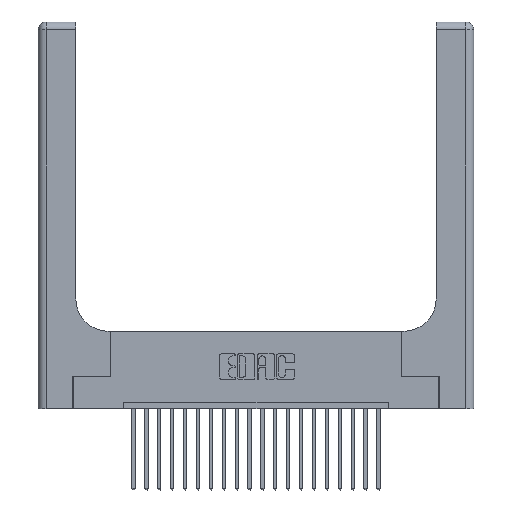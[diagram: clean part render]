
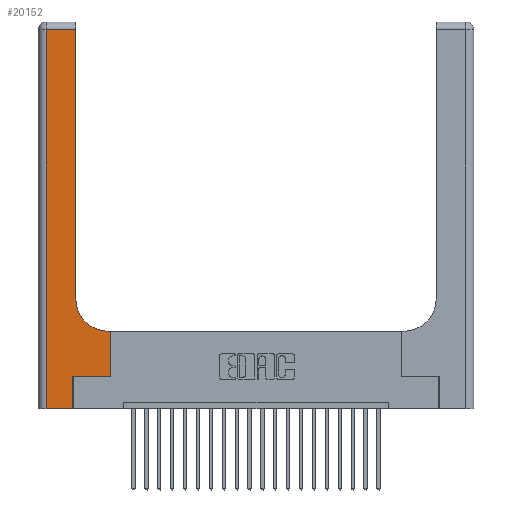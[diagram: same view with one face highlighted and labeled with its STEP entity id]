
A CAD part, top view. The second image highlights one B-rep face of the part: STEP entity #20152.
In plain terms, the highlighted planar face has unit normal (0, 0, 1).
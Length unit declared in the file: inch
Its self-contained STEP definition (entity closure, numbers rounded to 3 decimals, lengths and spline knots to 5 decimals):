
#60 = VECTOR ( 'NONE', #14986, 39.37008 ) ;
#89 = EDGE_CURVE ( 'NONE', #19702, #6687, #3911, .T. ) ;
#548 = VERTEX_POINT ( 'NONE', #8187 ) ;
#1341 = CARTESIAN_POINT ( 'NONE',  ( 0.2915, 0.85, 0.37 ) ) ;
#1906 = VECTOR ( 'NONE', #11820, 39.37008 ) ;
#2526 = CARTESIAN_POINT ( 'NONE',  ( 0.5415, 0.6, 0.37 ) ) ;
#2712 = LINE ( 'NONE', #14163, #10292 ) ;
#3890 = CARTESIAN_POINT ( 'NONE',  ( 0., 2.94, 0.37 ) ) ;
#3911 = LINE ( 'NONE', #6019, #1906 ) ;
#4393 = DIRECTION ( 'NONE',  ( 1., 0., 0. ) ) ;
#4884 = LINE ( 'NONE', #5078, #60 ) ;
#5078 = CARTESIAN_POINT ( 'NONE',  ( 0., 0., 0.37 ) ) ;
#5507 = EDGE_CURVE ( 'NONE', #19704, #5904, #17574, .T. ) ;
#5554 = VECTOR ( 'NONE', #19394, 39.37008 ) ;
#5664 = LINE ( 'NONE', #3890, #12120 ) ;
#5891 = CARTESIAN_POINT ( 'NONE',  ( 0., 3., 0.37 ) ) ;
#5904 = VERTEX_POINT ( 'NONE', #23053 ) ;
#6019 = CARTESIAN_POINT ( 'NONE',  ( 0.269, 0., 0.37 ) ) ;
#6142 = DIRECTION ( 'NONE',  ( 0., 0., -1. ) ) ;
#6194 = AXIS2_PLACEMENT_3D ( 'NONE', #5891, #22007, #7998 ) ;
#6210 = EDGE_CURVE ( 'NONE', #11431, #19704, #17821, .T. ) ;
#6303 = CARTESIAN_POINT ( 'NONE',  ( 0.269, 0.25, 0.37 ) ) ;
#6687 = VERTEX_POINT ( 'NONE', #6303 ) ;
#6991 = CARTESIAN_POINT ( 'NONE',  ( 0.2915, 0.6, 0.37 ) ) ;
#7744 = VERTEX_POINT ( 'NONE', #8166 ) ;
#7998 = DIRECTION ( 'NONE',  ( -1., 0., 0. ) ) ;
#8127 = ORIENTED_EDGE ( 'NONE', *, *, #6210, .T. ) ;
#8132 = VECTOR ( 'NONE', #9425, 39.37008 ) ;
#8166 = CARTESIAN_POINT ( 'NONE',  ( 0.5585, 0.6, 0.37 ) ) ;
#8187 = CARTESIAN_POINT ( 'NONE',  ( 0.06, 2.94, 0.37 ) ) ;
#8395 = AXIS2_PLACEMENT_3D ( 'NONE', #14991, #6142, #9742 ) ;
#8819 = DIRECTION ( 'NONE',  ( 0., 1., 0. ) ) ;
#9425 = DIRECTION ( 'NONE',  ( 0., -1., 0. ) ) ;
#9477 = PLANE ( 'NONE',  #6194 ) ;
#9609 = CARTESIAN_POINT ( 'NONE',  ( 0.269, 0.25, 0.37 ) ) ;
#9664 = EDGE_CURVE ( 'NONE', #17858, #19702, #4884, .T. ) ;
#9742 = DIRECTION ( 'NONE',  ( 1., 0., 0. ) ) ;
#10292 = VECTOR ( 'NONE', #8819, 39.37008 ) ;
#10408 = ORIENTED_EDGE ( 'NONE', *, *, #13280, .T. ) ;
#10506 = EDGE_CURVE ( 'NONE', #6687, #11570, #23012, .T. ) ;
#11431 = VERTEX_POINT ( 'NONE', #2526 ) ;
#11570 = VERTEX_POINT ( 'NONE', #19009 ) ;
#11820 = DIRECTION ( 'NONE',  ( 0., 1., 0. ) ) ;
#11935 = CARTESIAN_POINT ( 'NONE',  ( 0.269, 0., 0.37 ) ) ;
#12061 = EDGE_CURVE ( 'NONE', #548, #17858, #16549, .T. ) ;
#12120 = VECTOR ( 'NONE', #21811, 39.37008 ) ;
#13041 = VECTOR ( 'NONE', #15772, 39.37008 ) ;
#13111 = ORIENTED_EDGE ( 'NONE', *, *, #17239, .T. ) ;
#13280 = EDGE_CURVE ( 'NONE', #7744, #11431, #15673, .T. ) ;
#13699 = FACE_OUTER_BOUND ( 'NONE', #19727, .T. ) ;
#14163 = CARTESIAN_POINT ( 'NONE',  ( 0.5585, 0.25, 0.37 ) ) ;
#14380 = ORIENTED_EDGE ( 'NONE', *, *, #21181, .T. ) ;
#14986 = DIRECTION ( 'NONE',  ( 1., 0., 0. ) ) ;
#14991 = CARTESIAN_POINT ( 'NONE',  ( 0.5415, 0.85, 0.37 ) ) ;
#15147 = ORIENTED_EDGE ( 'NONE', *, *, #12061, .T. ) ;
#15673 = LINE ( 'NONE', #6991, #5554 ) ;
#15723 = ORIENTED_EDGE ( 'NONE', *, *, #9664, .T. ) ;
#15772 = DIRECTION ( 'NONE',  ( 0., 1., 0. ) ) ;
#16137 = ORIENTED_EDGE ( 'NONE', *, *, #5507, .T. ) ;
#16549 = LINE ( 'NONE', #18086, #8132 ) ;
#17239 = EDGE_CURVE ( 'NONE', #5904, #548, #5664, .T. ) ;
#17574 = LINE ( 'NONE', #19074, #13041 ) ;
#17729 = VECTOR ( 'NONE', #4393, 39.37008 ) ;
#17821 = CIRCLE ( 'NONE', #8395, 0.25 ) ;
#17858 = VERTEX_POINT ( 'NONE', #19915 ) ;
#18086 = CARTESIAN_POINT ( 'NONE',  ( 0.06, 3., 0.37 ) ) ;
#18493 = ORIENTED_EDGE ( 'NONE', *, *, #10506, .T. ) ;
#19009 = CARTESIAN_POINT ( 'NONE',  ( 0.5585, 0.25, 0.37 ) ) ;
#19074 = CARTESIAN_POINT ( 'NONE',  ( 0.2915, 3., 0.37 ) ) ;
#19394 = DIRECTION ( 'NONE',  ( -1., 0., 0. ) ) ;
#19702 = VERTEX_POINT ( 'NONE', #11935 ) ;
#19704 = VERTEX_POINT ( 'NONE', #1341 ) ;
#19727 = EDGE_LOOP ( 'NONE', ( #16137, #13111, #15147, #15723, #19870, #18493, #14380, #10408, #8127 ) ) ;
#19870 = ORIENTED_EDGE ( 'NONE', *, *, #89, .T. ) ;
#19915 = CARTESIAN_POINT ( 'NONE',  ( 0.06, 0., 0.37 ) ) ;
#20152 = ADVANCED_FACE ( 'NONE', ( #13699 ), #9477, .F. ) ;
#21181 = EDGE_CURVE ( 'NONE', #11570, #7744, #2712, .T. ) ;
#21811 = DIRECTION ( 'NONE',  ( -1., 0., 0. ) ) ;
#22007 = DIRECTION ( 'NONE',  ( 0., 0., -1. ) ) ;
#23012 = LINE ( 'NONE', #9609, #17729 ) ;
#23053 = CARTESIAN_POINT ( 'NONE',  ( 0.2915, 2.94, 0.37 ) ) ;
